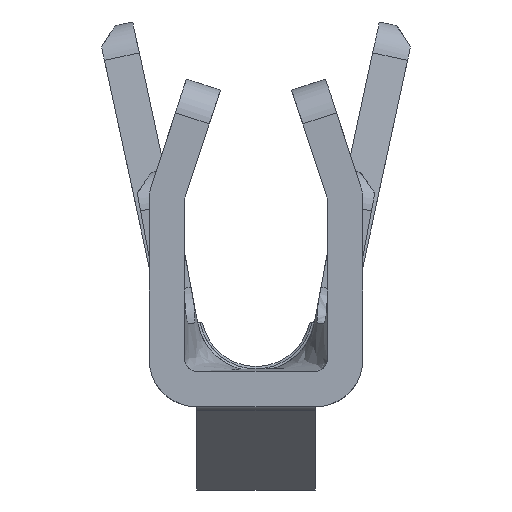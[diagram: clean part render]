
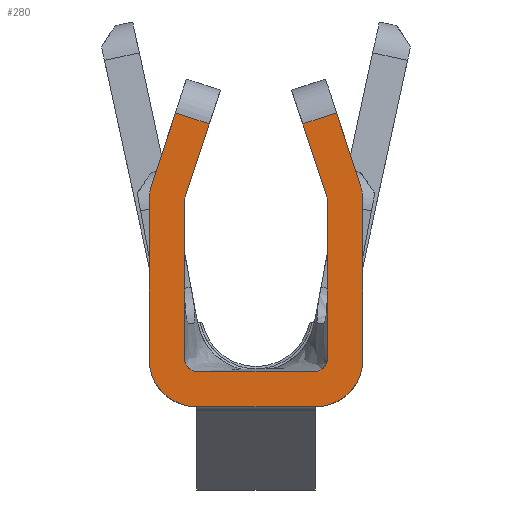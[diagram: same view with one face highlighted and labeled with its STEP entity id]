
A CAD part, front view. The second image highlights one B-rep face of the part: STEP entity #280.
In plain terms, the highlighted planar face has unit normal (0, -1, 0).
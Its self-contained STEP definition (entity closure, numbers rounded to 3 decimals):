
#280 = ADVANCED_FACE( '', ( #632 ), #633, .T. );
#632 = FACE_OUTER_BOUND( '', #1981, .T. );
#633 = PLANE( '', #1982 );
#1981 = EDGE_LOOP( '', ( #2960, #2961, #2962, #2963, #2964, #2965, #2966, #2967, #2968, #2969, #2970, #2971, #2972, #2973, #2974, #2975, #2976, #2977, #2978, #2979 ) );
#1982 = AXIS2_PLACEMENT_3D( '', #2980, #2981, #2982 );
#2960 = ORIENTED_EDGE( '', *, *, #3994, .T. );
#2961 = ORIENTED_EDGE( '', *, *, #3995, .T. );
#2962 = ORIENTED_EDGE( '', *, *, #3996, .T. );
#2963 = ORIENTED_EDGE( '', *, *, #3997, .T. );
#2964 = ORIENTED_EDGE( '', *, *, #3998, .T. );
#2965 = ORIENTED_EDGE( '', *, *, #3999, .T. );
#2966 = ORIENTED_EDGE( '', *, *, #3749, .T. );
#2967 = ORIENTED_EDGE( '', *, *, #4000, .T. );
#2968 = ORIENTED_EDGE( '', *, *, #3879, .T. );
#2969 = ORIENTED_EDGE( '', *, *, #4001, .T. );
#2970 = ORIENTED_EDGE( '', *, *, #3854, .T. );
#2971 = ORIENTED_EDGE( '', *, *, #4002, .T. );
#2972 = ORIENTED_EDGE( '', *, *, #4003, .T. );
#2973 = ORIENTED_EDGE( '', *, *, #4004, .T. );
#2974 = ORIENTED_EDGE( '', *, *, #3761, .T. );
#2975 = ORIENTED_EDGE( '', *, *, #3969, .T. );
#2976 = ORIENTED_EDGE( '', *, *, #3967, .T. );
#2977 = ORIENTED_EDGE( '', *, *, #4005, .T. );
#2978 = ORIENTED_EDGE( '', *, *, #3898, .T. );
#2979 = ORIENTED_EDGE( '', *, *, #4006, .T. );
#2980 = CARTESIAN_POINT( '', ( 2.5, -3.3, 0.2 ) );
#2981 = DIRECTION( '', ( 0., -1., 0. ) );
#2982 = DIRECTION( '', ( 0., 0., -1. ) );
#3749 = EDGE_CURVE( '', #4315, #4319, #4321, .T. );
#3761 = EDGE_CURVE( '', #4340, #4341, #4342, .T. );
#3854 = EDGE_CURVE( '', #4496, #4494, #4497, .T. );
#3879 = EDGE_CURVE( '', #4532, #4533, #4534, .T. );
#3898 = EDGE_CURVE( '', #4564, #4565, #4566, .T. );
#3967 = EDGE_CURVE( '', #4665, #4669, #4671, .T. );
#3969 = EDGE_CURVE( '', #4341, #4665, #4673, .T. );
#3994 = EDGE_CURVE( '', #4708, #4709, #4710, .T. );
#3995 = EDGE_CURVE( '', #4709, #4711, #4712, .T. );
#3996 = EDGE_CURVE( '', #4711, #4713, #4714, .T. );
#3997 = EDGE_CURVE( '', #4713, #4715, #4716, .T. );
#3998 = EDGE_CURVE( '', #4715, #4717, #4718, .T. );
#3999 = EDGE_CURVE( '', #4717, #4315, #4719, .T. );
#4000 = EDGE_CURVE( '', #4319, #4532, #4720, .T. );
#4001 = EDGE_CURVE( '', #4533, #4496, #4721, .T. );
#4002 = EDGE_CURVE( '', #4494, #4722, #4723, .T. );
#4003 = EDGE_CURVE( '', #4722, #4724, #4725, .T. );
#4004 = EDGE_CURVE( '', #4724, #4340, #4726, .T. );
#4005 = EDGE_CURVE( '', #4669, #4564, #4727, .T. );
#4006 = EDGE_CURVE( '', #4565, #4708, #4728, .T. );
#4315 = VERTEX_POINT( '', #5448 );
#4319 = VERTEX_POINT( '', #5454 );
#4321 = LINE( '', #5457, #5458 );
#4340 = VERTEX_POINT( '', #5482 );
#4341 = VERTEX_POINT( '', #5483 );
#4342 = LINE( '', #5484, #5485 );
#4494 = VERTEX_POINT( '', #5849 );
#4496 = VERTEX_POINT( '', #5851 );
#4497 = LINE( '', #5852, #5853 );
#4532 = VERTEX_POINT( '', #5979 );
#4533 = VERTEX_POINT( '', #5980 );
#4534 = LINE( '', #5981, #5982 );
#4564 = VERTEX_POINT( '', #6054 );
#4565 = VERTEX_POINT( '', #6055 );
#4566 = LINE( '', #6056, #6057 );
#4665 = VERTEX_POINT( '', #6276 );
#4669 = VERTEX_POINT( '', #6282 );
#4671 = LINE( '', #6285, #6286 );
#4673 = CIRCLE( '', #6288, 0.05 );
#4708 = VERTEX_POINT( '', #6391 );
#4709 = VERTEX_POINT( '', #6392 );
#4710 = LINE( '', #6393, #6394 );
#4711 = VERTEX_POINT( '', #6395 );
#4712 = LINE( '', #6396, #6397 );
#4713 = VERTEX_POINT( '', #6398 );
#4714 = LINE( '', #6399, #6400 );
#4715 = VERTEX_POINT( '', #6401 );
#4716 = CIRCLE( '', #6402, 0.2 );
#4717 = VERTEX_POINT( '', #6403 );
#4718 = LINE( '', #6404, #6405 );
#4719 = CIRCLE( '', #6406, 0.2 );
#4720 = CIRCLE( '', #6407, 0.2 );
#4721 = CIRCLE( '', #6408, 0.2 );
#4722 = VERTEX_POINT( '', #6409 );
#4723 = LINE( '', #6410, #6411 );
#4724 = VERTEX_POINT( '', #6412 );
#4725 = LINE( '', #6413, #6414 );
#4726 = CIRCLE( '', #6415, 0.05 );
#4727 = CIRCLE( '', #6416, 0.05 );
#4728 = CIRCLE( '', #6417, 0.05 );
#5448 = CARTESIAN_POINT( '', ( 2., -3.3, 0. ) );
#5454 = CARTESIAN_POINT( '', ( 2.5, -3.3, 0. ) );
#5457 = CARTESIAN_POINT( '', ( 2., -3.3, 0. ) );
#5458 = VECTOR( '', #6839, 1000. );
#5482 = CARTESIAN_POINT( '', ( 2.55, -3.3, 0.868 ) );
#5483 = CARTESIAN_POINT( '', ( 2.55, -3.3, 0.2 ) );
#5484 = CARTESIAN_POINT( '', ( 2.55, -3.3, 0.868 ) );
#5485 = VECTOR( '', #6854, 1000. );
#5849 = CARTESIAN_POINT( '', ( 2.589, -3.3, 1.237 ) );
#5851 = CARTESIAN_POINT( '', ( 2.69, -3.3, 0.931 ) );
#5852 = CARTESIAN_POINT( '', ( 2.69, -3.3, 0.931 ) );
#5853 = VECTOR( '', #6937, 1000. );
#5979 = CARTESIAN_POINT( '', ( 2.7, -3.3, 0.2 ) );
#5980 = CARTESIAN_POINT( '', ( 2.7, -3.3, 0.868 ) );
#5981 = CARTESIAN_POINT( '', ( 2.7, -3.3, 0.2 ) );
#5982 = VECTOR( '', #6954, 1000. );
#6054 = CARTESIAN_POINT( '', ( 1.95, -3.3, 0.2 ) );
#6055 = CARTESIAN_POINT( '', ( 1.95, -3.3, 0.868 ) );
#6056 = CARTESIAN_POINT( '', ( 1.95, -3.3, 0.2 ) );
#6057 = VECTOR( '', #6960, 1000. );
#6276 = CARTESIAN_POINT( '', ( 2.5, -3.3, 0.15 ) );
#6282 = CARTESIAN_POINT( '', ( 2., -3.3, 0.15 ) );
#6285 = CARTESIAN_POINT( '', ( 2.5, -3.3, 0.15 ) );
#6286 = VECTOR( '', #7023, 1000. );
#6288 = AXIS2_PLACEMENT_3D( '', #7024, #7025, #7026 );
#6391 = CARTESIAN_POINT( '', ( 1.952, -3.3, 0.884 ) );
#6392 = CARTESIAN_POINT( '', ( 2.053, -3.3, 1.191 ) );
#6393 = CARTESIAN_POINT( '', ( 1.952, -3.3, 0.884 ) );
#6394 = VECTOR( '', #7044, 1000. );
#6395 = CARTESIAN_POINT( '', ( 1.911, -3.3, 1.237 ) );
#6396 = CARTESIAN_POINT( '', ( 2.75, -3.3, 0.962 ) );
#6397 = VECTOR( '', #7045, 1000. );
#6398 = CARTESIAN_POINT( '', ( 1.81, -3.3, 0.931 ) );
#6399 = CARTESIAN_POINT( '', ( 1.957, -3.3, 1.38 ) );
#6400 = VECTOR( '', #7046, 1000. );
#6401 = CARTESIAN_POINT( '', ( 1.8, -3.3, 0.868 ) );
#6402 = AXIS2_PLACEMENT_3D( '', #7047, #7048, #7049 );
#6403 = CARTESIAN_POINT( '', ( 1.8, -3.3, 0.2 ) );
#6404 = CARTESIAN_POINT( '', ( 1.8, -3.3, 0.868 ) );
#6405 = VECTOR( '', #7050, 1000. );
#6406 = AXIS2_PLACEMENT_3D( '', #7051, #7052, #7053 );
#6407 = AXIS2_PLACEMENT_3D( '', #7054, #7055, #7056 );
#6408 = AXIS2_PLACEMENT_3D( '', #7057, #7058, #7059 );
#6409 = CARTESIAN_POINT( '', ( 2.447, -3.3, 1.191 ) );
#6410 = CARTESIAN_POINT( '', ( 2.201, -3.3, 1.11 ) );
#6411 = VECTOR( '', #7060, 1000. );
#6412 = CARTESIAN_POINT( '', ( 2.548, -3.3, 0.884 ) );
#6413 = CARTESIAN_POINT( '', ( 2.4, -3.3, 1.333 ) );
#6414 = VECTOR( '', #7061, 1000. );
#6415 = AXIS2_PLACEMENT_3D( '', #7062, #7063, #7064 );
#6416 = AXIS2_PLACEMENT_3D( '', #7065, #7066, #7067 );
#6417 = AXIS2_PLACEMENT_3D( '', #7068, #7069, #7070 );
#6839 = DIRECTION( '', ( 1., 0., 0. ) );
#6854 = DIRECTION( '', ( 0., 0., -1. ) );
#6937 = DIRECTION( '', ( -0.312, 0., 0.95 ) );
#6954 = DIRECTION( '', ( 0., 0., 1. ) );
#6960 = DIRECTION( '', ( 0., 0., 1. ) );
#7023 = DIRECTION( '', ( -1., 0., 0. ) );
#7024 = CARTESIAN_POINT( '', ( 2.5, -3.3, 0.2 ) );
#7025 = DIRECTION( '', ( 0., 1., 0. ) );
#7026 = DIRECTION( '', ( -1., 0., 0. ) );
#7044 = DIRECTION( '', ( 0.312, 0., 0.95 ) );
#7045 = DIRECTION( '', ( -0.95, 0., 0.312 ) );
#7046 = DIRECTION( '', ( -0.312, 0., -0.95 ) );
#7047 = CARTESIAN_POINT( '', ( 2., -3.3, 0.868 ) );
#7048 = DIRECTION( '', ( 0., -1., 0. ) );
#7049 = DIRECTION( '', ( 1., 0., 0. ) );
#7050 = DIRECTION( '', ( 0., 0., -1. ) );
#7051 = CARTESIAN_POINT( '', ( 2., -3.3, 0.2 ) );
#7052 = DIRECTION( '', ( 0., -1., 0. ) );
#7053 = DIRECTION( '', ( -1., 0., 0. ) );
#7054 = CARTESIAN_POINT( '', ( 2.5, -3.3, 0.2 ) );
#7055 = DIRECTION( '', ( 0., -1., 0. ) );
#7056 = DIRECTION( '', ( -1., 0., 0. ) );
#7057 = CARTESIAN_POINT( '', ( 2.5, -3.3, 0.868 ) );
#7058 = DIRECTION( '', ( 0., -1., 0. ) );
#7059 = DIRECTION( '', ( -1., 0., 0. ) );
#7060 = DIRECTION( '', ( -0.95, 0., -0.312 ) );
#7061 = DIRECTION( '', ( 0.312, 0., -0.95 ) );
#7062 = CARTESIAN_POINT( '', ( 2.5, -3.3, 0.868 ) );
#7063 = DIRECTION( '', ( 0., 1., 0. ) );
#7064 = DIRECTION( '', ( -1., 0., 0. ) );
#7065 = CARTESIAN_POINT( '', ( 2., -3.3, 0.2 ) );
#7066 = DIRECTION( '', ( 0., 1., 0. ) );
#7067 = DIRECTION( '', ( 1., 0., 0. ) );
#7068 = CARTESIAN_POINT( '', ( 2., -3.3, 0.868 ) );
#7069 = DIRECTION( '', ( 0., 1., 0. ) );
#7070 = DIRECTION( '', ( -1., 0., 0. ) );
